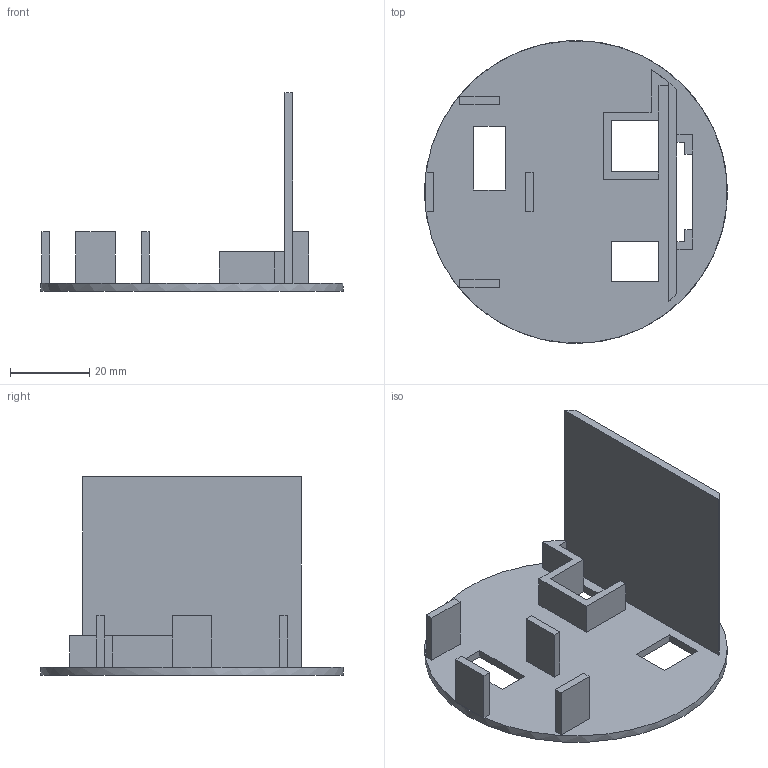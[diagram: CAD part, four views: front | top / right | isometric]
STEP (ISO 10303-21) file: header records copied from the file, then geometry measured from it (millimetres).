
FILE_DESCRIPTION(/* description */ (''),/* implementation_level */ '2;1');
FILE_NAME(/* name */ 'DHEC proto sensor v2 v5.stp',/* time_stamp */ '2021-05-04T16:29:42-04:00',/* author */ (''),/* organization */ (''),/* preprocessor_version */ 'ST-DEVELOPER v18.1',/* originating_system */ 'Autodesk Translation Framework v10.6.0.1341',/* authorisation */ '');
FILE_SCHEMA (('AUTOMOTIVE_DESIGN { 1 0 10303 214 3 1 1 }'));
Length unit declared in the file: millimetre
Products named in the file (1): DHEC proto sensor v2
Bounding box: 76.2 x 76.2 x 50 mm (x, y, z)
Volume: 15500.7 mm3; surface area: 16861.4 mm2
Topology: 1 solids, 1 shells, 62 faces, 166 edges, 108 vertices
Faces by surface type: plane 59, cylinder 3
Full cylindrical faces by diameter (mm): 76.2 x1
Entity records: 1944 total; most frequent: CARTESIAN_POINT 337, ORIENTED_EDGE 332, DIRECTION 301, EDGE_CURVE 166, LINE 157, VECTOR 157, VERTEX_POINT 108, EDGE_LOOP 72
